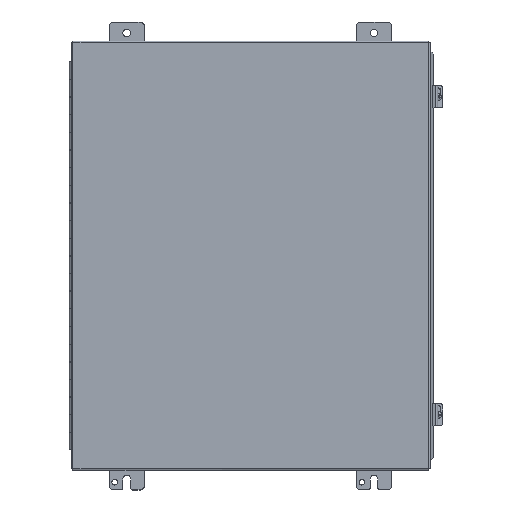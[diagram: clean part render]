
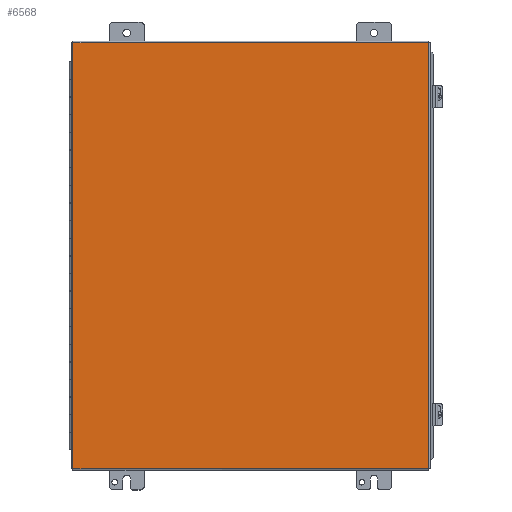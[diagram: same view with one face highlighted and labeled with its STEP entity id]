
A CAD part, top view. The second image highlights one B-rep face of the part: STEP entity #6568.
In plain terms, the highlighted planar face has unit normal (0, 0, 1).
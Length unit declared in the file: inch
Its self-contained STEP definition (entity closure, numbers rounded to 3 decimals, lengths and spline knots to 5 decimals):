
#5578=CARTESIAN_POINT('',(20.2204,0.0896,0.074));
#5579=VERTEX_POINT('',#5578);
#5590=CARTESIAN_POINT('',(0.0896,0.0896,0.074));
#5591=VERTEX_POINT('',#5590);
#5592=CARTESIAN_POINT('',(0.0896,0.0896,0.074));
#5593=DIRECTION('',(1.0,0.0,0.0));
#5594=VECTOR('',#5593,20.1308);
#5595=LINE('',#5592,#5594);
#5596=EDGE_CURVE('',#5591,#5579,#5595,.T.);
#5868=CARTESIAN_POINT('',(0.0896,24.2204,0.074));
#5869=VERTEX_POINT('',#5868);
#5870=CARTESIAN_POINT('',(0.0896,24.2204,0.074));
#5871=DIRECTION('',(0.0,-1.0,0.0));
#5872=VECTOR('',#5871,24.1308);
#5873=LINE('',#5870,#5872);
#5874=EDGE_CURVE('',#5869,#5591,#5873,.T.);
#6120=CARTESIAN_POINT('',(20.2204,24.2204,0.074));
#6121=VERTEX_POINT('',#6120);
#6132=CARTESIAN_POINT('',(20.2204,0.0896,0.074));
#6133=DIRECTION('',(0.0,1.0,0.0));
#6134=VECTOR('',#6133,24.1308);
#6135=LINE('',#6132,#6134);
#6136=EDGE_CURVE('',#5579,#6121,#6135,.T.);
#6308=CARTESIAN_POINT('',(20.2204,24.2204,0.074));
#6309=DIRECTION('',(-1.0,0.0,0.0));
#6310=VECTOR('',#6309,20.1308);
#6311=LINE('',#6308,#6310);
#6312=EDGE_CURVE('',#6121,#5869,#6311,.T.);
#6557=CARTESIAN_POINT('',(10.155,12.155,0.074));
#6558=DIRECTION('',(0.0,0.0,1.0));
#6559=DIRECTION('',(1.0,0.0,0.0));
#6560=AXIS2_PLACEMENT_3D('',#6557,#6558,#6559);
#6561=PLANE('',#6560);
#6562=ORIENTED_EDGE('',*,*,#5596,.T.);
#6563=ORIENTED_EDGE('',*,*,#6136,.T.);
#6564=ORIENTED_EDGE('',*,*,#6312,.T.);
#6565=ORIENTED_EDGE('',*,*,#5874,.T.);
#6566=EDGE_LOOP('',(#6562,#6563,#6564,#6565));
#6567=FACE_OUTER_BOUND('',#6566,.T.);
#6568=ADVANCED_FACE('',(#6567),#6561,.T.);
